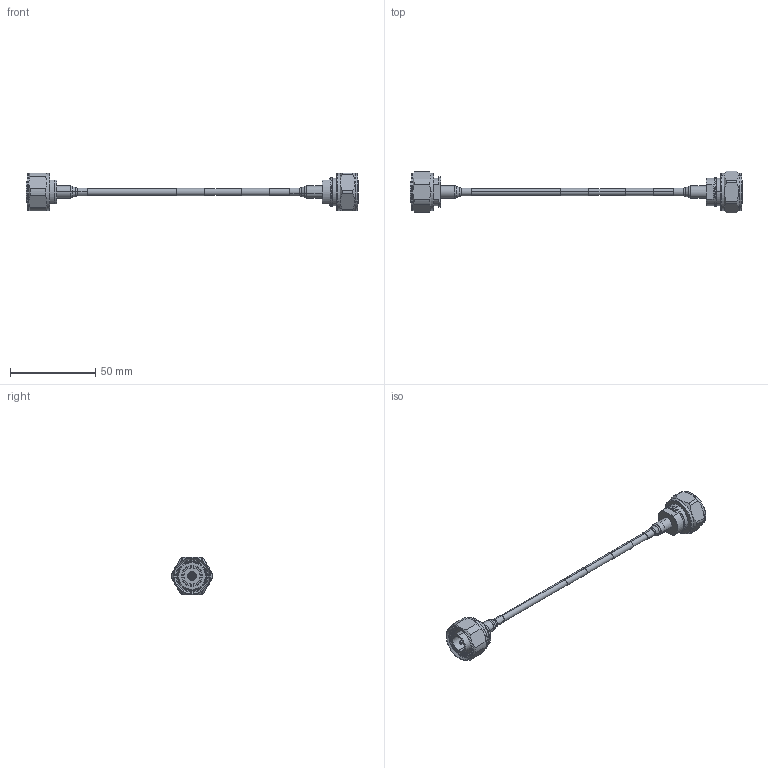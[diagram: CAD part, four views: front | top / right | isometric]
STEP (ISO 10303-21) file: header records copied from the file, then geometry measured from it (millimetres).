
FILE_DESCRIPTION (( 'STEP AP214' ), '1' );
FILE_NAME ('PE3C8280_3D.STEP', '2021-07-29T14:40:49', ( '' ), ( '' ), 'SwSTEP 2.0', 'SolidWorks 2021', '' );
FILE_SCHEMA (( 'AUTOMOTIVE_DESIGN' ));
Length unit declared in the file: inch
Products named in the file (5): TFT-402-LF_LABEL PE+FM; TC-402-4195M-LP-PE; TFT-402-MA1; TC-402-4310M-LP-PE_no parts; PE3C8280_3D
Assembly tree (5 placements, depth 2):
  PE3C8280_3D
    TFT-402-LF_LABEL PE+FM
    TC-402-4195M-LP-PE
    TFT-402-MA1  x2
    TC-402-4310M-LP-PE_no parts
Bounding box: 194.75 x 24.49 x 22 mm (x, y, z)
Volume: 11903.5 mm3; surface area: 13566.8 mm2
Topology: 11 solids, 11 shells, 407 faces, 849 edges, 494 vertices
Faces by surface type: cylinder 137, cone 132, plane 76, torus 62
Entity records: 11492 total; most frequent: CARTESIAN_POINT 2612, DIRECTION 2006, ORIENTED_EDGE 1610, AXIS2_PLACEMENT_3D 856, EDGE_CURVE 805, VERTEX_POINT 470, CIRCLE 463, EDGE_LOOP 425
